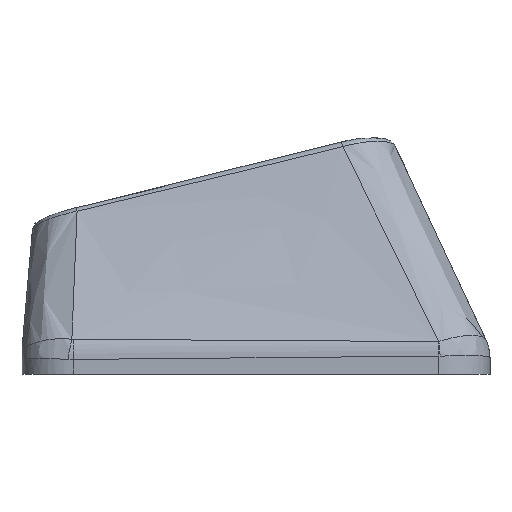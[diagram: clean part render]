
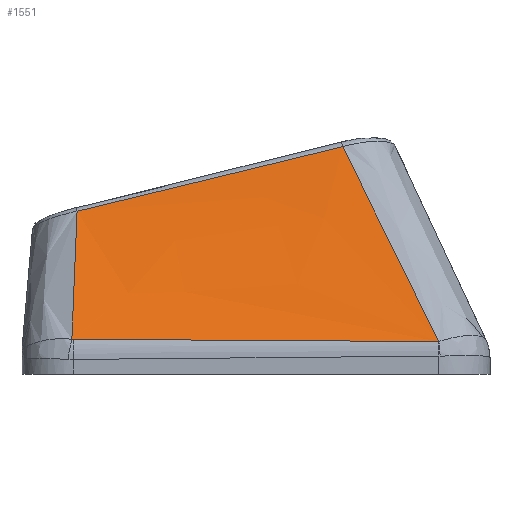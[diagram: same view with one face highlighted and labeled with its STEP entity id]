
A CAD part, left-side view. The second image highlights one B-rep face of the part: STEP entity #1551.
In plain terms, the highlighted free-form (B-spline) face has degree [3, 3] with [4, 4] control points.
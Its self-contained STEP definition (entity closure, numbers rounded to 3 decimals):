
#232=FACE_OUTER_BOUND('',#317,.T.);
#317=EDGE_LOOP('',(#1145,#1146,#1147,#1148,#1149,#1150));
#456=B_SPLINE_CURVE_WITH_KNOTS('',3,(#2929,#2930,#2931,#2932),
 .UNSPECIFIED.,.F.,.F.,(4,4),(0.,0.002),
 .UNSPECIFIED.);
#458=B_SPLINE_CURVE_WITH_KNOTS('',3,(#2956,#2957,#2958,#2959),
 .UNSPECIFIED.,.F.,.F.,(4,4),(0.,1.416),.UNSPECIFIED.);
#460=B_SPLINE_CURVE_WITH_KNOTS('',3,(#2983,#2984,#2985,#2986),
 .UNSPECIFIED.,.F.,.F.,(4,4),(0.,0.006),
 .UNSPECIFIED.);
#475=B_SPLINE_CURVE_WITH_KNOTS('',3,(#3262,#3263,#3264,#3265),
 .UNSPECIFIED.,.F.,.F.,(4,4),(0.028,0.925),
 .UNSPECIFIED.);
#476=B_SPLINE_CURVE_WITH_KNOTS('',3,(#3267,#3268,#3269,#3270),
 .UNSPECIFIED.,.F.,.F.,(4,4),(-1.061,0.),
 .UNSPECIFIED.);
#477=B_SPLINE_CURVE_WITH_KNOTS('',3,(#3271,#3272,#3273,#3274),
 .UNSPECIFIED.,.F.,.F.,(4,4),(-0.604,-0.021),
 .UNSPECIFIED.);
#617=VERTEX_POINT('',#2891);
#619=VERTEX_POINT('',#2922);
#621=VERTEX_POINT('',#2949);
#623=VERTEX_POINT('',#2976);
#639=VERTEX_POINT('',#3261);
#640=VERTEX_POINT('',#3266);
#807=EDGE_CURVE('',#617,#619,#456,.T.);
#810=EDGE_CURVE('',#619,#621,#458,.T.);
#813=EDGE_CURVE('',#621,#623,#460,.T.);
#837=EDGE_CURVE('',#639,#617,#475,.T.);
#838=EDGE_CURVE('',#640,#639,#476,.T.);
#839=EDGE_CURVE('',#623,#640,#477,.T.);
#1145=ORIENTED_EDGE('',*,*,#813,.F.);
#1146=ORIENTED_EDGE('',*,*,#810,.F.);
#1147=ORIENTED_EDGE('',*,*,#807,.F.);
#1148=ORIENTED_EDGE('',*,*,#837,.F.);
#1149=ORIENTED_EDGE('',*,*,#838,.F.);
#1150=ORIENTED_EDGE('',*,*,#839,.F.);
#1499=B_SPLINE_SURFACE_WITH_KNOTS('',3,3,((#3245,#3246,#3247,#3248),(#3249,
#3250,#3251,#3252),(#3253,#3254,#3255,#3256),(#3257,#3258,#3259,#3260)),
 .UNSPECIFIED.,.F.,.F.,.F.,(4,4),(4,4),(0.103,0.893),
(0.029,0.967),.UNSPECIFIED.);
#1551=ADVANCED_FACE('',(#232),#1499,.T.);
#2891=CARTESIAN_POINT('',(-13.732,-7.093,0.272));
#2922=CARTESIAN_POINT('',(-13.732,-7.077,0.271));
#2929=CARTESIAN_POINT('Ctrl Pts',(-13.732,-7.093,0.272));
#2930=CARTESIAN_POINT('Ctrl Pts',(-13.732,-7.088,0.271));
#2931=CARTESIAN_POINT('Ctrl Pts',(-13.732,-7.082,0.271));
#2932=CARTESIAN_POINT('Ctrl Pts',(-13.732,-7.077,0.271));
#2949=CARTESIAN_POINT('',(-13.623,7.09,0.36));
#2956=CARTESIAN_POINT('Ctrl Pts',(-13.732,-7.077,0.271));
#2957=CARTESIAN_POINT('Ctrl Pts',(-13.711,-2.355,0.295));
#2958=CARTESIAN_POINT('Ctrl Pts',(-13.682,2.366,0.323));
#2959=CARTESIAN_POINT('Ctrl Pts',(-13.623,7.09,0.36));
#2976=CARTESIAN_POINT('',(-13.619,7.146,0.365));
#2983=CARTESIAN_POINT('Ctrl Pts',(-13.623,7.09,0.36));
#2984=CARTESIAN_POINT('Ctrl Pts',(-13.623,7.109,0.36));
#2985=CARTESIAN_POINT('Ctrl Pts',(-13.622,7.128,0.362));
#2986=CARTESIAN_POINT('Ctrl Pts',(-13.619,7.146,0.365));
#3245=CARTESIAN_POINT('Ctrl Pts',(-10.607,-3.778,7.932));
#3246=CARTESIAN_POINT('Ctrl Pts',(-11.649,-4.883,5.378));
#3247=CARTESIAN_POINT('Ctrl Pts',(-12.691,-5.988,2.825));
#3248=CARTESIAN_POINT('Ctrl Pts',(-13.732,-7.093,0.271));
#3249=CARTESIAN_POINT('Ctrl Pts',(-10.607,-0.128,7.05));
#3250=CARTESIAN_POINT('Ctrl Pts',(-11.649,-0.868,
4.78));
#3251=CARTESIAN_POINT('Ctrl Pts',(-12.691,-1.608,2.511));
#3252=CARTESIAN_POINT('Ctrl Pts',(-13.732,-2.347,0.241));
#3253=CARTESIAN_POINT('Ctrl Pts',(-10.607,3.522,6.169));
#3254=CARTESIAN_POINT('Ctrl Pts',(-11.649,3.147,4.183));
#3255=CARTESIAN_POINT('Ctrl Pts',(-12.691,2.773,2.197));
#3256=CARTESIAN_POINT('Ctrl Pts',(-13.732,2.399,0.211));
#3257=CARTESIAN_POINT('Ctrl Pts',(-10.607,7.172,5.287));
#3258=CARTESIAN_POINT('Ctrl Pts',(-11.649,7.163,3.585));
#3259=CARTESIAN_POINT('Ctrl Pts',(-12.691,7.154,1.883));
#3260=CARTESIAN_POINT('Ctrl Pts',(-13.732,7.145,0.181));
#3261=CARTESIAN_POINT('',(-10.607,-3.363,7.832));
#3262=CARTESIAN_POINT('Ctrl Pts',(-10.607,-3.363,7.832));
#3263=CARTESIAN_POINT('Ctrl Pts',(-11.663,-4.617,5.32));
#3264=CARTESIAN_POINT('Ctrl Pts',(-12.701,-5.858,2.798));
#3265=CARTESIAN_POINT('Ctrl Pts',(-13.732,-7.093,0.272));
#3266=CARTESIAN_POINT('',(-10.615,6.943,5.329));
#3267=CARTESIAN_POINT('Ctrl Pts',(-10.615,6.943,5.329));
#3268=CARTESIAN_POINT('Ctrl Pts',(-10.614,3.506,6.158));
#3269=CARTESIAN_POINT('Ctrl Pts',(-10.61,0.071,
6.994));
#3270=CARTESIAN_POINT('Ctrl Pts',(-10.607,-3.363,7.832));
#3271=CARTESIAN_POINT('Ctrl Pts',(-13.619,7.146,0.365));
#3272=CARTESIAN_POINT('Ctrl Pts',(-12.61,7.063,2.016));
#3273=CARTESIAN_POINT('Ctrl Pts',(-11.608,6.992,3.671));
#3274=CARTESIAN_POINT('Ctrl Pts',(-10.615,6.943,5.329));
